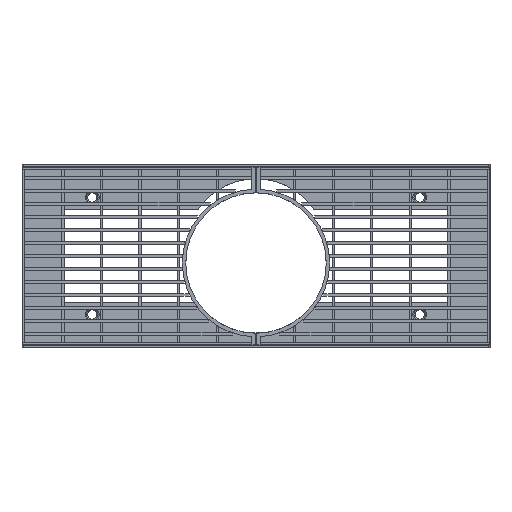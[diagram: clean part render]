
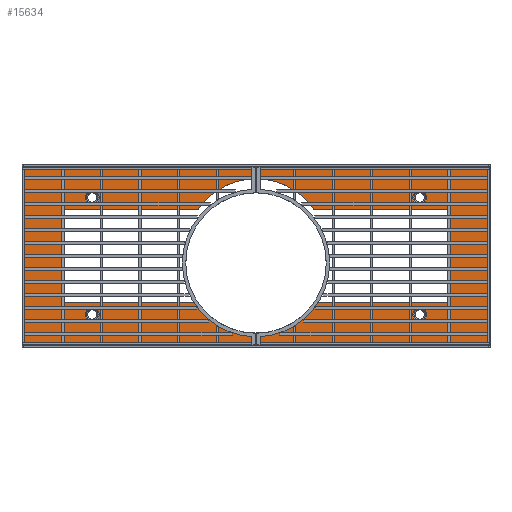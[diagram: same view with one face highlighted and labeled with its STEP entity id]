
A CAD part, top view. The second image highlights one B-rep face of the part: STEP entity #15634.
In plain terms, the highlighted planar face has unit normal (0, 0, 1).
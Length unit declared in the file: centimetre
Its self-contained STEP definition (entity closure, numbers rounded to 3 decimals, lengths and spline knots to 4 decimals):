
#169=FACE_BOUND('',#1963,.T.);
#170=FACE_BOUND('',#1964,.T.);
#171=FACE_BOUND('',#1965,.T.);
#172=FACE_BOUND('',#1966,.T.);
#173=FACE_BOUND('',#1967,.T.);
#187=PLANE('',#16719);
#1056=FACE_OUTER_BOUND('',#1962,.T.);
#1962=EDGE_LOOP('',(#11353,#11354,#11355,#11356));
#1963=EDGE_LOOP('',(#11357));
#1964=EDGE_LOOP('',(#11358));
#1965=EDGE_LOOP('',(#11359));
#1966=EDGE_LOOP('',(#11360));
#1967=EDGE_LOOP('',(#11361,#11362,#11363,#11364,#11365,#11366,#11367,#11368,
#11369,#11370,#11371,#11372,#11373,#11374,#11375,#11376));
#2863=LINE('',#22349,#4943);
#2864=LINE('',#22351,#4944);
#2865=LINE('',#22353,#4945);
#2866=LINE('',#22354,#4946);
#2867=LINE('',#22368,#4947);
#2868=LINE('',#22372,#4948);
#2869=LINE('',#22376,#4949);
#2870=LINE('',#22384,#4950);
#2871=LINE('',#22388,#4951);
#2872=LINE('',#22391,#4952);
#4943=VECTOR('',#18211,1.);
#4944=VECTOR('',#18212,10.);
#4945=VECTOR('',#18213,10.);
#4946=VECTOR('',#18214,10.);
#4947=VECTOR('',#18227,10.);
#4948=VECTOR('',#18230,10.);
#4949=VECTOR('',#18233,10.);
#4950=VECTOR('',#18240,10.);
#4951=VECTOR('',#18243,10.);
#4952=VECTOR('',#18246,10.);
#7029=CIRCLE('',#16717,1.);
#7031=CIRCLE('',#16720,6.);
#7032=CIRCLE('',#16721,6.);
#7033=CIRCLE('',#16722,6.);
#7034=CIRCLE('',#16723,6.);
#7035=CIRCLE('',#16724,60.);
#7036=CIRCLE('',#16725,1.);
#7037=CIRCLE('',#16726,1.);
#7038=CIRCLE('',#16727,1.);
#7039=CIRCLE('',#16728,1.);
#7040=CIRCLE('',#16729,60.);
#7041=CIRCLE('',#16730,1.);
#7042=CIRCLE('',#16731,1.);
#7043=CIRCLE('',#16732,1.);
#7221=VERTEX_POINT('',#22338);
#7222=VERTEX_POINT('',#22339);
#7225=VERTEX_POINT('',#22347);
#7226=VERTEX_POINT('',#22348);
#7227=VERTEX_POINT('',#22350);
#7228=VERTEX_POINT('',#22352);
#7229=VERTEX_POINT('',#22355);
#7230=VERTEX_POINT('',#22357);
#7231=VERTEX_POINT('',#22359);
#7232=VERTEX_POINT('',#22361);
#7233=VERTEX_POINT('',#22363);
#7234=VERTEX_POINT('',#22365);
#7235=VERTEX_POINT('',#22367);
#7236=VERTEX_POINT('',#22369);
#7237=VERTEX_POINT('',#22371);
#7238=VERTEX_POINT('',#22373);
#7239=VERTEX_POINT('',#22375);
#7240=VERTEX_POINT('',#22377);
#7241=VERTEX_POINT('',#22379);
#7242=VERTEX_POINT('',#22381);
#7243=VERTEX_POINT('',#22383);
#7244=VERTEX_POINT('',#22385);
#7245=VERTEX_POINT('',#22387);
#7246=VERTEX_POINT('',#22389);
#8821=EDGE_CURVE('',#7221,#7222,#7029,.T.);
#8825=EDGE_CURVE('',#7225,#7226,#2863,.T.);
#8826=EDGE_CURVE('',#7226,#7227,#2864,.T.);
#8827=EDGE_CURVE('',#7228,#7227,#2865,.T.);
#8828=EDGE_CURVE('',#7225,#7228,#2866,.T.);
#8829=EDGE_CURVE('',#7229,#7229,#7031,.T.);
#8830=EDGE_CURVE('',#7230,#7230,#7032,.T.);
#8831=EDGE_CURVE('',#7231,#7231,#7033,.T.);
#8832=EDGE_CURVE('',#7232,#7232,#7034,.T.);
#8833=EDGE_CURVE('',#7221,#7233,#7035,.T.);
#8834=EDGE_CURVE('',#7234,#7233,#7036,.T.);
#8835=EDGE_CURVE('',#7234,#7235,#2867,.T.);
#8836=EDGE_CURVE('',#7236,#7235,#7037,.T.);
#8837=EDGE_CURVE('',#7236,#7237,#2868,.T.);
#8838=EDGE_CURVE('',#7238,#7237,#7038,.T.);
#8839=EDGE_CURVE('',#7238,#7239,#2869,.T.);
#8840=EDGE_CURVE('',#7240,#7239,#7039,.T.);
#8841=EDGE_CURVE('',#7240,#7241,#7040,.T.);
#8842=EDGE_CURVE('',#7242,#7241,#7041,.T.);
#8843=EDGE_CURVE('',#7242,#7243,#2870,.T.);
#8844=EDGE_CURVE('',#7244,#7243,#7042,.T.);
#8845=EDGE_CURVE('',#7244,#7245,#2871,.T.);
#8846=EDGE_CURVE('',#7246,#7245,#7043,.T.);
#8847=EDGE_CURVE('',#7246,#7222,#2872,.T.);
#11353=ORIENTED_EDGE('',*,*,#8825,.T.);
#11354=ORIENTED_EDGE('',*,*,#8826,.T.);
#11355=ORIENTED_EDGE('',*,*,#8827,.F.);
#11356=ORIENTED_EDGE('',*,*,#8828,.F.);
#11357=ORIENTED_EDGE('',*,*,#8829,.T.);
#11358=ORIENTED_EDGE('',*,*,#8830,.T.);
#11359=ORIENTED_EDGE('',*,*,#8831,.T.);
#11360=ORIENTED_EDGE('',*,*,#8832,.T.);
#11361=ORIENTED_EDGE('',*,*,#8821,.F.);
#11362=ORIENTED_EDGE('',*,*,#8833,.T.);
#11363=ORIENTED_EDGE('',*,*,#8834,.F.);
#11364=ORIENTED_EDGE('',*,*,#8835,.T.);
#11365=ORIENTED_EDGE('',*,*,#8836,.F.);
#11366=ORIENTED_EDGE('',*,*,#8837,.T.);
#11367=ORIENTED_EDGE('',*,*,#8838,.F.);
#11368=ORIENTED_EDGE('',*,*,#8839,.T.);
#11369=ORIENTED_EDGE('',*,*,#8840,.F.);
#11370=ORIENTED_EDGE('',*,*,#8841,.T.);
#11371=ORIENTED_EDGE('',*,*,#8842,.F.);
#11372=ORIENTED_EDGE('',*,*,#8843,.T.);
#11373=ORIENTED_EDGE('',*,*,#8844,.F.);
#11374=ORIENTED_EDGE('',*,*,#8845,.T.);
#11375=ORIENTED_EDGE('',*,*,#8846,.F.);
#11376=ORIENTED_EDGE('',*,*,#8847,.T.);
#15634=ADVANCED_FACE('',(#1056,#169,#170,#171,#172,#173),#187,.F.);
#16717=AXIS2_PLACEMENT_3D('',#22340,#18203,#18204);
#16719=AXIS2_PLACEMENT_3D('',#22346,#18209,#18210);
#16720=AXIS2_PLACEMENT_3D('',#22356,#18215,#18216);
#16721=AXIS2_PLACEMENT_3D('',#22358,#18217,#18218);
#16722=AXIS2_PLACEMENT_3D('',#22360,#18219,#18220);
#16723=AXIS2_PLACEMENT_3D('',#22362,#18221,#18222);
#16724=AXIS2_PLACEMENT_3D('',#22364,#18223,#18224);
#16725=AXIS2_PLACEMENT_3D('',#22366,#18225,#18226);
#16726=AXIS2_PLACEMENT_3D('',#22370,#18228,#18229);
#16727=AXIS2_PLACEMENT_3D('',#22374,#18231,#18232);
#16728=AXIS2_PLACEMENT_3D('',#22378,#18234,#18235);
#16729=AXIS2_PLACEMENT_3D('',#22380,#18236,#18237);
#16730=AXIS2_PLACEMENT_3D('',#22382,#18238,#18239);
#16731=AXIS2_PLACEMENT_3D('',#22386,#18241,#18242);
#16732=AXIS2_PLACEMENT_3D('',#22390,#18244,#18245);
#18203=DIRECTION('center_axis',(0.,0.,-1.));
#18204=DIRECTION('ref_axis',(-0.462,0.887,0.));
#18209=DIRECTION('center_axis',(0.,0.,-1.));
#18210=DIRECTION('ref_axis',(0.,-1.,0.));
#18211=DIRECTION('',(0.,-1.,0.));
#18212=DIRECTION('',(1.,0.,0.));
#18213=DIRECTION('',(0.,-1.,0.));
#18214=DIRECTION('',(1.,0.,0.));
#18215=DIRECTION('center_axis',(0.,0.,-1.));
#18216=DIRECTION('ref_axis',(0.,-1.,0.));
#18217=DIRECTION('center_axis',(0.,0.,-1.));
#18218=DIRECTION('ref_axis',(0.,-1.,0.));
#18219=DIRECTION('center_axis',(0.,0.,-1.));
#18220=DIRECTION('ref_axis',(0.,-1.,0.));
#18221=DIRECTION('center_axis',(0.,0.,-1.));
#18222=DIRECTION('ref_axis',(0.,-1.,0.));
#18223=DIRECTION('center_axis',(0.,0.,-1.));
#18224=DIRECTION('ref_axis',(1.,0.,0.));
#18225=DIRECTION('center_axis',(0.,0.,-1.));
#18226=DIRECTION('ref_axis',(0.462,0.887,0.));
#18227=DIRECTION('',(-1.,0.,0.));
#18228=DIRECTION('center_axis',(0.,0.,1.));
#18229=DIRECTION('ref_axis',(-0.707,-0.707,0.));
#18230=DIRECTION('',(0.,1.,0.));
#18231=DIRECTION('center_axis',(0.,0.,1.));
#18232=DIRECTION('ref_axis',(-0.707,0.707,0.));
#18233=DIRECTION('',(1.,0.,0.));
#18234=DIRECTION('center_axis',(0.,0.,-1.));
#18235=DIRECTION('ref_axis',(0.462,-0.887,0.));
#18236=DIRECTION('center_axis',(0.,0.,-1.));
#18237=DIRECTION('ref_axis',(1.,0.,0.));
#18238=DIRECTION('center_axis',(0.,0.,-1.));
#18239=DIRECTION('ref_axis',(-0.462,-0.887,0.));
#18240=DIRECTION('',(1.,0.,0.));
#18241=DIRECTION('center_axis',(0.,0.,1.));
#18242=DIRECTION('ref_axis',(0.707,0.707,0.));
#18243=DIRECTION('',(0.,-1.,0.));
#18244=DIRECTION('center_axis',(0.,0.,1.));
#18245=DIRECTION('ref_axis',(0.707,-0.707,0.));
#18246=DIRECTION('',(-1.,0.,0.));
#22338=CARTESIAN_POINT('',(49.141,-40.4262,32.));
#22339=CARTESIAN_POINT('',(49.96,-40.,32.));
#22340=CARTESIAN_POINT('Origin',(49.96,-41.,32.));
#22346=CARTESIAN_POINT('Origin',(-2.0014,-54.5,32.));
#22347=CARTESIAN_POINT('',(-200.,74.5,32.));
#22348=CARTESIAN_POINT('',(-200.,-74.5,32.));
#22349=CARTESIAN_POINT('',(-200.,62.4613,32.));
#22350=CARTESIAN_POINT('',(200.,-74.5,32.));
#22351=CARTESIAN_POINT('',(100.,-74.5,32.));
#22352=CARTESIAN_POINT('',(200.,74.5,32.));
#22353=CARTESIAN_POINT('',(200.,76.,32.));
#22354=CARTESIAN_POINT('',(100.,74.5,32.));
#22355=CARTESIAN_POINT('',(-140.,-44.,32.));
#22356=CARTESIAN_POINT('Origin',(-140.,-50.,32.));
#22357=CARTESIAN_POINT('',(-140.,56.,32.));
#22358=CARTESIAN_POINT('Origin',(-140.,50.,32.));
#22359=CARTESIAN_POINT('',(140.,-44.,32.));
#22360=CARTESIAN_POINT('Origin',(140.,-50.,32.));
#22361=CARTESIAN_POINT('',(140.,56.,32.));
#22362=CARTESIAN_POINT('Origin',(140.,50.,32.));
#22363=CARTESIAN_POINT('',(-49.141,-40.4262,32.));
#22364=CARTESIAN_POINT('Origin',(0.,-6.,32.));
#22365=CARTESIAN_POINT('',(-49.96,-40.,32.));
#22366=CARTESIAN_POINT('Origin',(-49.96,-41.,32.));
#22367=CARTESIAN_POINT('',(-164.,-40.,32.));
#22368=CARTESIAN_POINT('',(-25.6856,-40.,32.));
#22369=CARTESIAN_POINT('',(-165.,-39.,32.));
#22370=CARTESIAN_POINT('Origin',(-164.,-39.,32.));
#22371=CARTESIAN_POINT('',(-165.,39.,32.));
#22372=CARTESIAN_POINT('',(-165.,-20.,32.));
#22373=CARTESIAN_POINT('',(-164.,40.,32.));
#22374=CARTESIAN_POINT('Origin',(-164.,39.,32.));
#22375=CARTESIAN_POINT('',(-49.96,40.,32.));
#22376=CARTESIAN_POINT('',(17.3133,40.,32.));
#22377=CARTESIAN_POINT('',(-49.141,40.4262,32.));
#22378=CARTESIAN_POINT('Origin',(-49.96,41.,32.));
#22379=CARTESIAN_POINT('',(49.141,40.4262,32.));
#22380=CARTESIAN_POINT('Origin',(0.,6.,32.));
#22381=CARTESIAN_POINT('',(49.96,40.,32.));
#22382=CARTESIAN_POINT('Origin',(49.96,41.,32.));
#22383=CARTESIAN_POINT('',(164.,40.,32.));
#22384=CARTESIAN_POINT('',(17.3133,40.,32.));
#22385=CARTESIAN_POINT('',(165.,39.,32.));
#22386=CARTESIAN_POINT('Origin',(164.,39.,32.));
#22387=CARTESIAN_POINT('',(165.,-39.,32.));
#22388=CARTESIAN_POINT('',(165.,20.,32.));
#22389=CARTESIAN_POINT('',(164.,-40.,32.));
#22390=CARTESIAN_POINT('Origin',(164.,-39.,32.));
#22391=CARTESIAN_POINT('',(-25.6856,-40.,32.));
